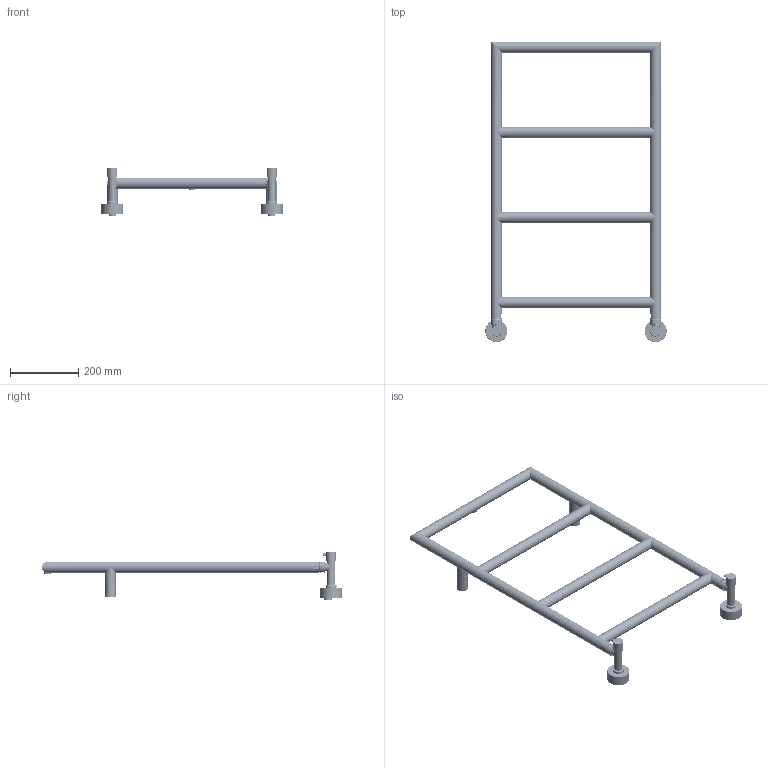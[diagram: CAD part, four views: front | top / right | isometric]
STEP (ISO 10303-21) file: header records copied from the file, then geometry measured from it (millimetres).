
FILE_DESCRIPTION((''),'2;1');
FILE_NAME('4-482-AQ_ASM','2023-05-24T14:50:07',('Creo'),(''),'CREO PARAMETRIC BY PTC INC, 2021284','CREO PARAMETRIC BY PTC INC, 2021284','');
FILE_SCHEMA(('CONFIG_CONTROL_DESIGN'));
Length unit declared in the file: millimetre
Products named in the file (48): PR0000AA30GR; GU0000AA15XX; PRAS00AA30_ASM; CP0000AA84GR; RC0000AA01RC; DA0000AA02GR; GU0000AA36XX; GU0000AA83XX; RCAS00AA01GR_ASM; VITONE-P03-PER-RUBINETTO; GU0000AA06XX; VTAS00AA01GR_ASM; RS0006AA03GR; AC0000AA27NN; CPAS00AA84TO_ASM; CP0000AA22GR; VT0000AA08AC; MN0000AA08GR; CPAS00AA22_ASM; RC0001AC19TO; RC0000AC20GR; GU0000AA58XX; GU0000AA87XX; RCAS00AC20GR_ASM; RC0000AC22GR; RC0000AC21GR; RCAS00AC21GR_ASM; VT0000AA69AC; RCAS01AC19_ASM; AT0000AA94TO; PR0000AA50TO; RC0000AC19TO; RCAS00AC19_ASM; RCAS00AC19_NEUTRO_ASM; RC0000AC24GR; RCAS00AC24GR_ASM; RC0000AC56GR; PR0000AA51GR; RC0000AA43GR; RC0000AD90GR ...
Assembly tree (90 placements, depth 4):
  4-482-AQ_ASM
    PRAS00AA30_ASM  x2
      PR0000AA30GR
      GU0000AA15XX
    CPAS00AA84TO_ASM  x2
      CP0000AA84GR
      RCAS00AA01GR_ASM
        RC0000AA01RC
        DA0000AA02GR
        GU0000AA36XX
        GU0000AA83XX
      VTAS00AA01GR_ASM
        VITONE-P03-PER-RUBINETTO
        GU0000AA06XX
      RS0006AA03GR
      AC0000AA27NN
    CPAS00AA22_ASM  x2
      CP0000AA22GR
      VT0000AA08AC
      MN0000AA08GR
    RCAS01AC19_ASM  x2
      RC0001AC19TO
      RCAS00AC20GR_ASM
        RC0000AC20GR
        GU0000AA58XX  x2
        GU0000AA87XX  x2
      RC0000AC22GR
      RCAS00AC21GR_ASM
        RC0000AC21GR
        GU0000AA58XX  x2
        GU0000AA87XX  x2
      VT0000AA69AC
    AT0000AA94TO  x3
    PR0000AA50TO  x4
    RCAS00AC19_ASM  x2
      RC0000AC19TO
      RCAS00AC20GR_ASM
        RC0000AC20GR
        GU0000AA58XX  x2
        GU0000AA87XX  x2
      RC0000AC22GR
      RCAS00AC21GR_ASM
        RC0000AC21GR
        GU0000AA58XX  x2
        GU0000AA87XX  x2
      VT0000AA69AC
    RCAS00AC20GR_ASM  x4
      RC0000AC20GR
      GU0000AA58XX
      GU0000AA87XX
    RCAS00AC19_NEUTRO_ASM  x2
      RC0000AC19TO
      RC0000AC22GR
      VT0000AA69AC
    RCAS00AC21GR_ASM  x2
      RC0000AC21GR
      GU0000AA58XX
      GU0000AA87XX
    RCAS00AC24GR_ASM  x2
      RC0000AC24GR
Bounding box: 533 x 882.3 x 143.8 mm (x, y, z)
Volume: 1104631.9 mm3; surface area: 1074989.9 mm2
Topology: 174 solids, 263 shells, 4300 faces, 9466 edges, 5706 vertices
Faces by surface type: cylinder 1602, plane 1468, cone 848, torus 366, bspline 16
Entity records: 46510 total; most frequent: CARTESIAN_POINT 14474, DIRECTION 7059, ORIENTED_EDGE 6010, EDGE_CURVE 3066, AXIS2_PLACEMENT_3D 2984, VERTEX_POINT 1847, EDGE_LOOP 1541, CIRCLE 1384
